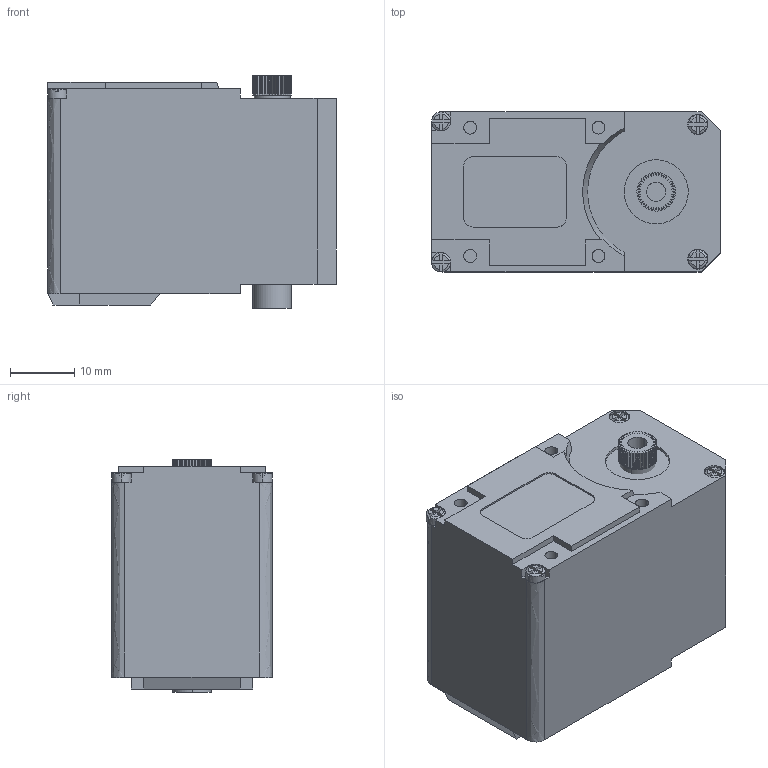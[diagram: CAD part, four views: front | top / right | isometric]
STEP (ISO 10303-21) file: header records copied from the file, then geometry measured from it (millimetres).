
FILE_DESCRIPTION(/* description */ (''),/* implementation_level */ '2;1');
FILE_NAME(/* name */ 'Lewansoul LX-16A Servo',/* time_stamp */ '2018-07-31T16:12:54+02:00',/* author */ (''),/* organization */ (''),/* preprocessor_version */ 'ST-DEVELOPER v16.5',/* originating_system */ '',/* authorisation */ '');
FILE_SCHEMA (('AUTOMOTIVE_DESIGN'));
Length unit declared in the file: millimetre
Products named in the file (1): Document
Bounding box: 45 x 25 x 36.25 mm (x, y, z)
Volume: 34414.6 mm3; surface area: 9213.6 mm2
Topology: 14 solids, 14 shells, 465 faces, 1244 edges, 824 vertices
Faces by surface type: plane 346, bspline 119
Entity records: 13640 total; most frequent: CARTESIAN_POINT 5660, ORIENTED_EDGE 2488, EDGE_CURVE 1244, VERTEX_POINT 824, B_SPLINE_CURVE_WITH_KNOTS 822, EDGE_LOOP 484, ADVANCED_FACE 465, FACE_OUTER_BOUND 465
